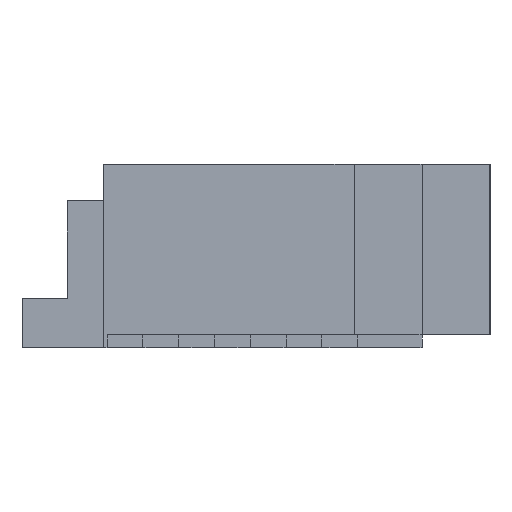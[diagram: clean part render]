
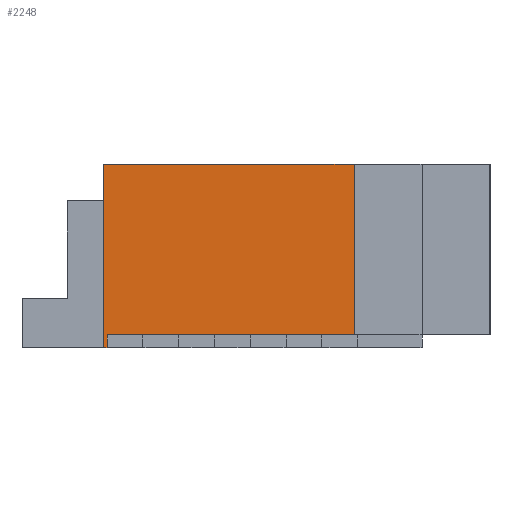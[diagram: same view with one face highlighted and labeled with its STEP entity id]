
A CAD part, left-side view. The second image highlights one B-rep face of the part: STEP entity #2248.
In plain terms, the highlighted planar face has unit normal (-1, 0, 0).
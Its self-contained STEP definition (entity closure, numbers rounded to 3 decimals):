
#40 = VERTEX_POINT('',#41);
#41 = CARTESIAN_POINT('',(-15.435,0.8,2.56));
#47 = EDGE_CURVE('',#48,#40,#50,.T.);
#48 = VERTEX_POINT('',#49);
#49 = CARTESIAN_POINT('',(-15.435,0.8,0.));
#50 = LINE('',#51,#52);
#51 = CARTESIAN_POINT('',(-15.435,0.8,0.));
#52 = VECTOR('',#53,1.);
#53 = DIRECTION('',(0.,0.,1.));
#814 = VERTEX_POINT('',#815);
#815 = CARTESIAN_POINT('',(-15.435,0.75,0.));
#821 = EDGE_CURVE('',#48,#814,#822,.T.);
#822 = LINE('',#823,#824);
#823 = CARTESIAN_POINT('',(-15.435,0.8,0.));
#824 = VECTOR('',#825,1.);
#825 = DIRECTION('',(0.,-1.,0.));
#2248 = ADVANCED_FACE('',(#2249),#2283,.F.);
#2249 = FACE_BOUND('',#2250,.F.);
#2250 = EDGE_LOOP('',(#2251,#2252,#2253,#2261,#2269,#2277));
#2251 = ORIENTED_EDGE('',*,*,#821,.F.);
#2252 = ORIENTED_EDGE('',*,*,#47,.T.);
#2253 = ORIENTED_EDGE('',*,*,#2254,.T.);
#2254 = EDGE_CURVE('',#40,#2255,#2257,.T.);
#2255 = VERTEX_POINT('',#2256);
#2256 = CARTESIAN_POINT('',(-15.435,-2.7,2.56));
#2257 = LINE('',#2258,#2259);
#2258 = CARTESIAN_POINT('',(-15.435,0.8,2.56));
#2259 = VECTOR('',#2260,1.);
#2260 = DIRECTION('',(0.,-1.,0.));
#2261 = ORIENTED_EDGE('',*,*,#2262,.F.);
#2262 = EDGE_CURVE('',#2263,#2255,#2265,.T.);
#2263 = VERTEX_POINT('',#2264);
#2264 = CARTESIAN_POINT('',(-15.435,-2.7,0.18));
#2265 = LINE('',#2266,#2267);
#2266 = CARTESIAN_POINT('',(-15.435,-2.7,0.));
#2267 = VECTOR('',#2268,1.);
#2268 = DIRECTION('',(0.,0.,1.));
#2269 = ORIENTED_EDGE('',*,*,#2270,.F.);
#2270 = EDGE_CURVE('',#2271,#2263,#2273,.T.);
#2271 = VERTEX_POINT('',#2272);
#2272 = CARTESIAN_POINT('',(-15.435,0.75,0.18));
#2273 = LINE('',#2274,#2275);
#2274 = CARTESIAN_POINT('',(-15.435,-0.1,0.18));
#2275 = VECTOR('',#2276,1.);
#2276 = DIRECTION('',(0.,-1.,0.));
#2277 = ORIENTED_EDGE('',*,*,#2278,.T.);
#2278 = EDGE_CURVE('',#2271,#814,#2279,.T.);
#2279 = LINE('',#2280,#2281);
#2280 = CARTESIAN_POINT('',(-15.435,0.75,0.));
#2281 = VECTOR('',#2282,1.);
#2282 = DIRECTION('',(-0.,0.,-1.));
#2283 = PLANE('',#2284);
#2284 = AXIS2_PLACEMENT_3D('',#2285,#2286,#2287);
#2285 = CARTESIAN_POINT('',(-15.435,0.8,0.));
#2286 = DIRECTION('',(1.,0.,0.));
#2287 = DIRECTION('',(0.,-1.,0.));
